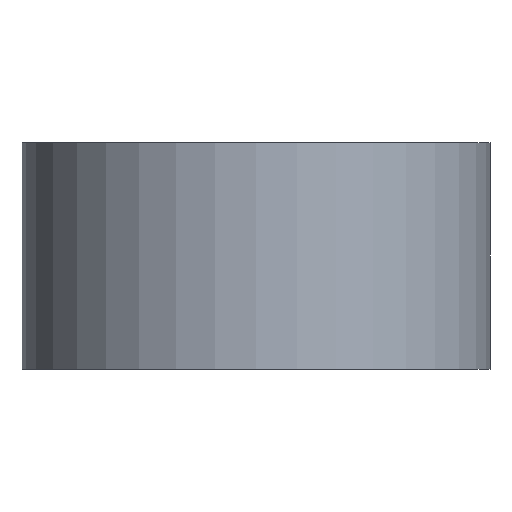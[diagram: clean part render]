
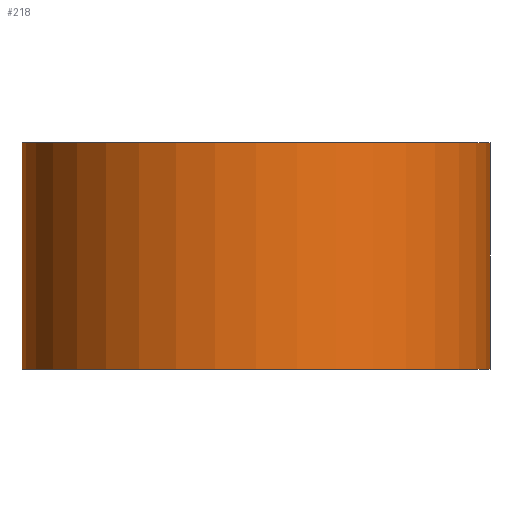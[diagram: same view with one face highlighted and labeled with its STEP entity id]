
A CAD part, front view. The second image highlights one B-rep face of the part: STEP entity #218.
In plain terms, the highlighted cylindrical face has radius 13.119 mm (diameter 26.238 mm), a partial arc.
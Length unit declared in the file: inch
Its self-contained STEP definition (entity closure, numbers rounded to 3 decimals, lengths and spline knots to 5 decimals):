
#19 = CARTESIAN_POINT ( 'NONE',  ( 0.4685, -0.8585, -0.25 ) ) ;
#22 = DIRECTION ( 'NONE',  ( 0., 0., -1. ) ) ;
#45 = CARTESIAN_POINT ( 'NONE',  ( -0.048, -1.375, 0.25 ) ) ;
#59 = VERTEX_POINT ( 'NONE', #19 ) ;
#67 = ORIENTED_EDGE ( 'NONE', *, *, #442, .F. ) ;
#79 = CARTESIAN_POINT ( 'NONE',  ( 0.4685, -1.375, -0.25 ) ) ;
#80 = DIRECTION ( 'NONE',  ( 1., 0., 0. ) ) ;
#89 = ORIENTED_EDGE ( 'NONE', *, *, #278, .T. ) ;
#97 = DIRECTION ( 'NONE',  ( 0., 0., -1. ) ) ;
#111 = EDGE_LOOP ( 'NONE', ( #67, #501, #226, #89 ) ) ;
#133 = VERTEX_POINT ( 'NONE', #363 ) ;
#136 = AXIS2_PLACEMENT_3D ( 'NONE', #79, #97, #80 ) ;
#159 = CIRCLE ( 'NONE', #400, 0.5165 ) ;
#167 = FACE_OUTER_BOUND ( 'NONE', #111, .T. ) ;
#190 = VERTEX_POINT ( 'NONE', #289 ) ;
#201 = VECTOR ( 'NONE', #22, 39.37008 ) ;
#218 = ADVANCED_FACE ( 'NONE', ( #167 ), #282, .T. ) ;
#223 = LINE ( 'NONE', #247, #341 ) ;
#226 = ORIENTED_EDGE ( 'NONE', *, *, #322, .T. ) ;
#247 = CARTESIAN_POINT ( 'NONE',  ( 0.4685, -0.8585, 0.25 ) ) ;
#249 = LINE ( 'NONE', #45, #201 ) ;
#252 = CARTESIAN_POINT ( 'NONE',  ( -0.048, -1.375, 0.25 ) ) ;
#254 = DIRECTION ( 'NONE',  ( 0., 0., -1. ) ) ;
#278 = EDGE_CURVE ( 'NONE', #542, #190, #249, .T. ) ;
#282 = CYLINDRICAL_SURFACE ( 'NONE', #514, 0.5165 ) ;
#289 = CARTESIAN_POINT ( 'NONE',  ( -0.048, -1.375, -0.25 ) ) ;
#316 = DIRECTION ( 'NONE',  ( 1., 0., 0. ) ) ;
#322 = EDGE_CURVE ( 'NONE', #133, #542, #159, .T. ) ;
#341 = VECTOR ( 'NONE', #254, 39.37008 ) ;
#360 = DIRECTION ( 'NONE',  ( 0., 0., -1. ) ) ;
#363 = CARTESIAN_POINT ( 'NONE',  ( 0.4685, -0.8585, 0.25 ) ) ;
#368 = EDGE_CURVE ( 'NONE', #133, #59, #223, .T. ) ;
#381 = CARTESIAN_POINT ( 'NONE',  ( 0.4685, -1.375, 0.25 ) ) ;
#400 = AXIS2_PLACEMENT_3D ( 'NONE', #381, #360, #316 ) ;
#442 = EDGE_CURVE ( 'NONE', #59, #190, #551, .T. ) ;
#482 = CARTESIAN_POINT ( 'NONE',  ( 0.4685, -1.375, 0.25 ) ) ;
#498 = DIRECTION ( 'NONE',  ( -1., 0., 0. ) ) ;
#501 = ORIENTED_EDGE ( 'NONE', *, *, #368, .F. ) ;
#514 = AXIS2_PLACEMENT_3D ( 'NONE', #482, #530, #498 ) ;
#530 = DIRECTION ( 'NONE',  ( 0., 0., -1. ) ) ;
#542 = VERTEX_POINT ( 'NONE', #252 ) ;
#551 = CIRCLE ( 'NONE', #136, 0.5165 ) ;
